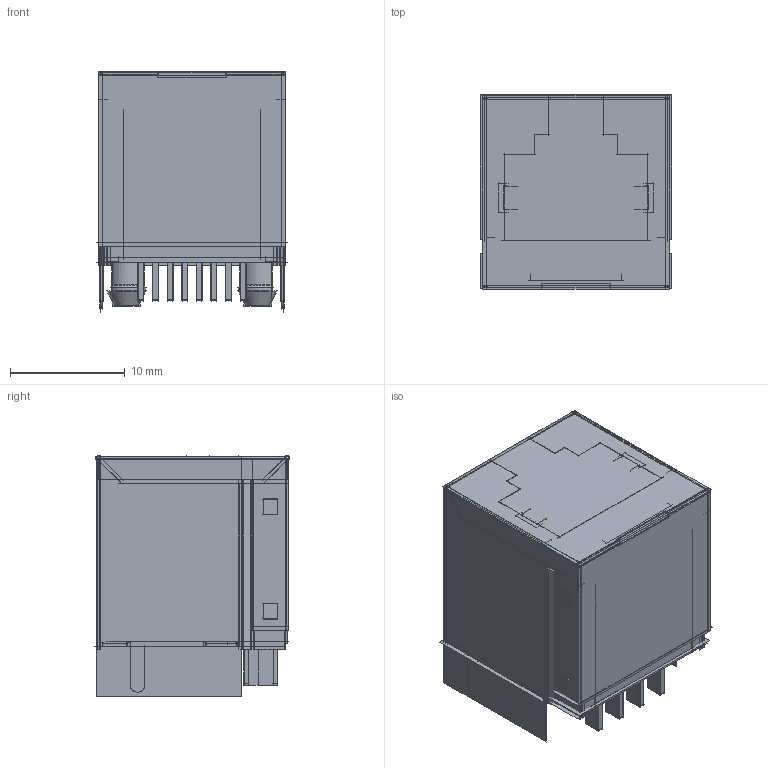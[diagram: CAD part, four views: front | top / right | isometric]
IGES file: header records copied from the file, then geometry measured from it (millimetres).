
Start section:  PTC IGES file: aj-012sh-9-f-r3-a1-n1-im.igs
Global section: file name: aj-012sh-9-f-r3-a1-n1-im.igs; native system: Creo Elements/Pro by Parametric Technology Corporation; preprocessor: 2014320; author: Administrator; organization: Unknown; date: 20200714.101617; units: millimetre
Bounding box: 16.64 x 16.97 x 21.03 mm (x, y, z)
Volume: 2113.9 mm3; surface area: 24739.2 mm2
Topology: 1 solids, 1 shells, 1316 faces, 6686 edges, 8172 vertices
Faces by surface type: bspline 1042, revolution 274
